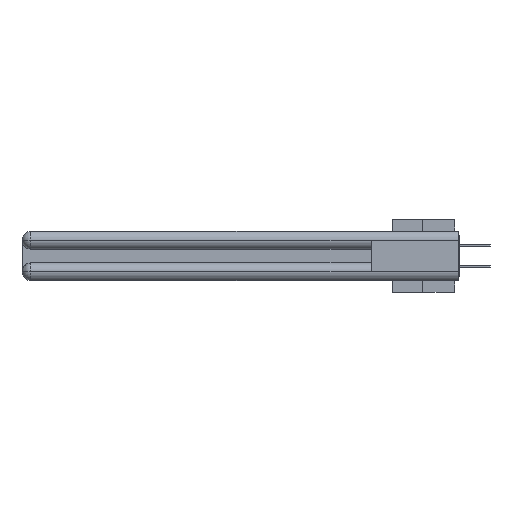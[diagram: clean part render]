
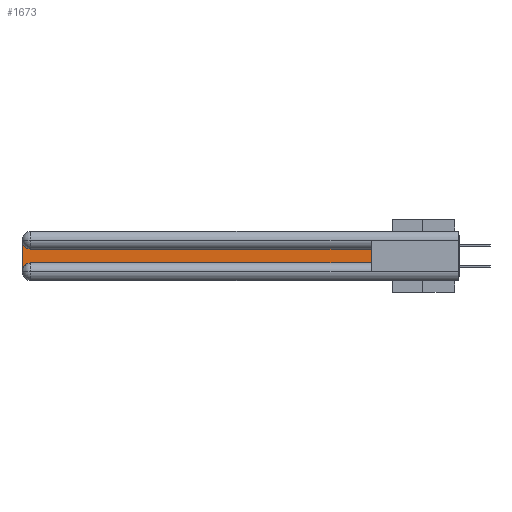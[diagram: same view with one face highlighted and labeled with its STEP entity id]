
A CAD part, left-side view. The second image highlights one B-rep face of the part: STEP entity #1673.
In plain terms, the highlighted planar face has unit normal (-1, 0, 0).
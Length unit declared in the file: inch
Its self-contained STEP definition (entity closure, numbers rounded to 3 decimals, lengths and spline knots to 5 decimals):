
#577 = AXIS2_PLACEMENT_3D ( 'NONE', #23775, #20451, #16954 ) ;
#972 = VERTEX_POINT ( 'NONE', #22381 ) ;
#1307 = ORIENTED_EDGE ( 'NONE', *, *, #3708, .T. ) ;
#1673 = ADVANCED_FACE ( 'NONE', ( #6762 ), #28954, .F. ) ;
#1755 = ORIENTED_EDGE ( 'NONE', *, *, #33561, .T. ) ;
#3695 = EDGE_CURVE ( 'NONE', #10990, #10640, #45041, .T. ) ;
#3708 = EDGE_CURVE ( 'NONE', #27481, #41484, #31395, .T. ) ;
#4269 = LINE ( 'NONE', #10214, #33147 ) ;
#5904 = VECTOR ( 'NONE', #12531, 39.37008 ) ;
#6762 = FACE_OUTER_BOUND ( 'NONE', #15646, .T. ) ;
#6996 = LINE ( 'NONE', #33353, #5904 ) ;
#7560 = DIRECTION ( 'NONE',  ( 0., 1., 0. ) ) ;
#10214 = CARTESIAN_POINT ( 'NONE',  ( 0.075, 3., -0.2175 ) ) ;
#10526 = EDGE_CURVE ( 'NONE', #10640, #972, #38644, .T. ) ;
#10640 = VERTEX_POINT ( 'NONE', #20661 ) ;
#10989 = EDGE_CURVE ( 'NONE', #41484, #10990, #6996, .T. ) ;
#10990 = VERTEX_POINT ( 'NONE', #40382 ) ;
#11903 = CARTESIAN_POINT ( 'NONE',  ( 0.075, 0.6, -0.2175 ) ) ;
#12531 = DIRECTION ( 'NONE',  ( 0., 0., 1. ) ) ;
#14734 = CARTESIAN_POINT ( 'NONE',  ( 0.075, 2.94, -0.2175 ) ) ;
#15008 = AXIS2_PLACEMENT_3D ( 'NONE', #24292, #20354, #23837 ) ;
#15646 = EDGE_LOOP ( 'NONE', ( #25529, #34683, #1755, #23466, #1307, #36497 ) ) ;
#16954 = DIRECTION ( 'NONE',  ( 0., 0., -1. ) ) ;
#17903 = DIRECTION ( 'NONE',  ( 1., 0., 0. ) ) ;
#20354 = DIRECTION ( 'NONE',  ( 1., 0., 0. ) ) ;
#20451 = DIRECTION ( 'NONE',  ( 1., 0., 0. ) ) ;
#20544 = VECTOR ( 'NONE', #39372, 39.37008 ) ;
#20661 = CARTESIAN_POINT ( 'NONE',  ( 0.075, 2.94, -0.1225 ) ) ;
#22381 = CARTESIAN_POINT ( 'NONE',  ( 0.075, 3., -0.0625 ) ) ;
#23466 = ORIENTED_EDGE ( 'NONE', *, *, #44418, .T. ) ;
#23775 = CARTESIAN_POINT ( 'NONE',  ( 0.075, 2.94, -0.2775 ) ) ;
#23837 = DIRECTION ( 'NONE',  ( 0., 0., -1. ) ) ;
#24209 = VERTEX_POINT ( 'NONE', #35453 ) ;
#24292 = CARTESIAN_POINT ( 'NONE',  ( 0.075, 2.94, -0.0625 ) ) ;
#25529 = ORIENTED_EDGE ( 'NONE', *, *, #3695, .T. ) ;
#25964 = VECTOR ( 'NONE', #7560, 39.37008 ) ;
#27481 = VERTEX_POINT ( 'NONE', #14734 ) ;
#28427 = CARTESIAN_POINT ( 'NONE',  ( 0.075, 0.6, -0.1225 ) ) ;
#28954 = PLANE ( 'NONE',  #33504 ) ;
#31395 = LINE ( 'NONE', #32523, #20544 ) ;
#31474 = CIRCLE ( 'NONE', #577, 0.06 ) ;
#32463 = CARTESIAN_POINT ( 'NONE',  ( 0.075, 3., -0.1225 ) ) ;
#32523 = CARTESIAN_POINT ( 'NONE',  ( 0.075, 0.6, -0.2175 ) ) ;
#33147 = VECTOR ( 'NONE', #34377, 39.37008 ) ;
#33353 = CARTESIAN_POINT ( 'NONE',  ( 0.075, 0.6, -0.2175 ) ) ;
#33504 = AXIS2_PLACEMENT_3D ( 'NONE', #32463, #17903, #39039 ) ;
#33561 = EDGE_CURVE ( 'NONE', #972, #24209, #4269, .T. ) ;
#34377 = DIRECTION ( 'NONE',  ( 0., 0., -1. ) ) ;
#34683 = ORIENTED_EDGE ( 'NONE', *, *, #10526, .T. ) ;
#35453 = CARTESIAN_POINT ( 'NONE',  ( 0.075, 3., -0.2775 ) ) ;
#36497 = ORIENTED_EDGE ( 'NONE', *, *, #10989, .T. ) ;
#38644 = CIRCLE ( 'NONE', #15008, 0.06 ) ;
#39039 = DIRECTION ( 'NONE',  ( 0., 0., -1. ) ) ;
#39372 = DIRECTION ( 'NONE',  ( 0., -1., 0. ) ) ;
#40382 = CARTESIAN_POINT ( 'NONE',  ( 0.075, 0.6, -0.1225 ) ) ;
#41484 = VERTEX_POINT ( 'NONE', #11903 ) ;
#44418 = EDGE_CURVE ( 'NONE', #24209, #27481, #31474, .T. ) ;
#45041 = LINE ( 'NONE', #28427, #25964 ) ;
